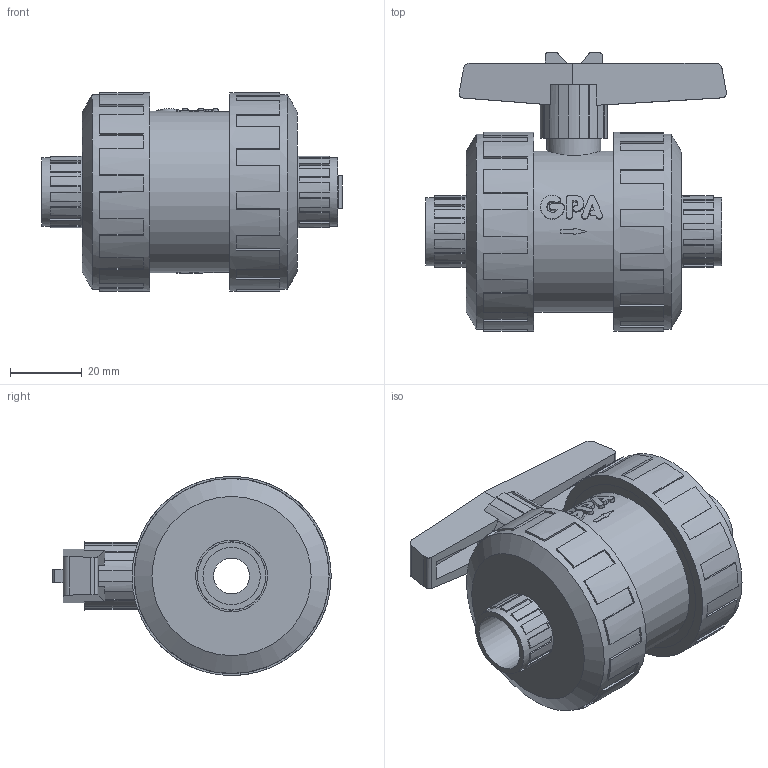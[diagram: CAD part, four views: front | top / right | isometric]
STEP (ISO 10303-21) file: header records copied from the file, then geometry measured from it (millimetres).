
FILE_DESCRIPTION(/* description */ ('PVC Ball Valve type S6 with EPDM gasket and PVC Sockets, Ø16/DN10, PN16'),/* implementation_level */ '2;1');
FILE_NAME(/* name */ 'S6IU-E-016',/* time_stamp */ '2022-08-04T16:50:19+02:00',/* author */ ('COAB Solutions'),/* organization */ ('GPA Flowsystem'),/* preprocessor_version */ 'ST-DEVELOPER v18.1',/* originating_system */ 'www.coabsolutions.com',/* authorisation */ 'unknown authorization');
FILE_SCHEMA (('AP203_CONFIGURATION_CONTROLLED_3D_DESIGN_OF_MECHANICAL_PARTS_AND_ASSEMBLIES_MIM_LF { 1 0 10303 203 3 1 4 }','AUTOMOTIVE_DESIGN { 1 0 10303 214 3 1 1 }'));
Length unit declared in the file: millimetre
Products named in the file (1): S6IU-E-016
Bounding box: 83.75 x 77.58 x 55.5 mm (x, y, z)
Volume: 130487.3 mm3; surface area: 40991.9 mm2
Topology: 1 solids, 1 shells, 397 faces, 1109 edges, 736 vertices
Faces by surface type: plane 330, cylinder 44, bspline 21, cone 2
Full cylindrical faces by diameter (mm): 10 x1, 14.98 x1, 16 x2, 19 x2, 19.98 x2, 20 x2, 44.935 x2, 44.955 x3, 49.93 x2, 49.95 x2, 54.39 x2, 55.5 x2
Entity records: 13520 total; most frequent: CARTESIAN_POINT 2971, ORIENTED_EDGE 2218, DIRECTION 2143, EDGE_CURVE 1109, LINE 739, VECTOR 739, VERTEX_POINT 736, AXIS2_PLACEMENT_3D 702
